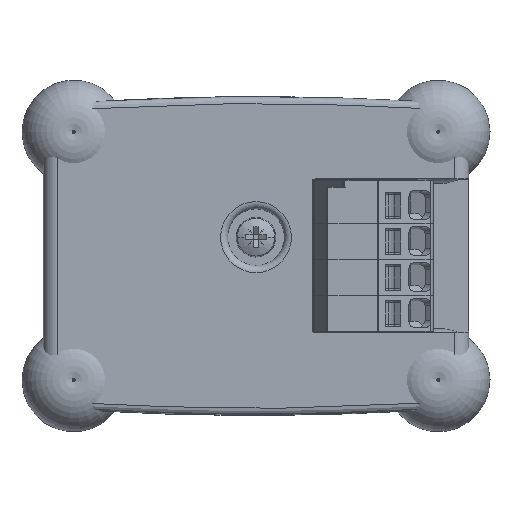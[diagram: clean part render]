
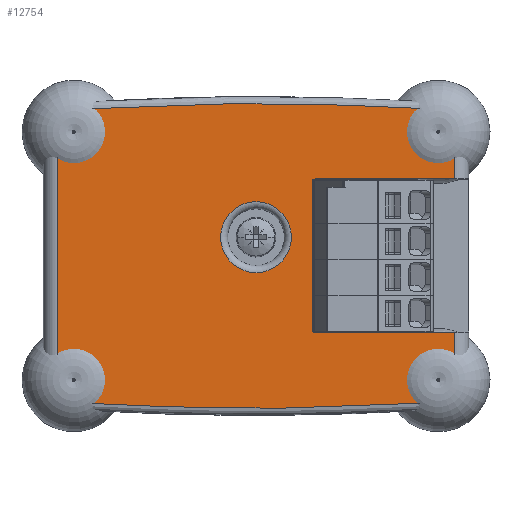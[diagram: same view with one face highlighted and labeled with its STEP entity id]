
A CAD part, top view. The second image highlights one B-rep face of the part: STEP entity #12754.
In plain terms, the highlighted planar face has unit normal (0, 0, 1).
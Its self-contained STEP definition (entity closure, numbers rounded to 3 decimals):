
#622=B_SPLINE_CURVE_WITH_KNOTS('',3,(#17472,#17473,#17474,#17475,#17476,
#17477,#17478,#17479,#17480,#17481,#17482,#17483,#17484,#17485,#17486,#17487,
#17488,#17489,#17490,#17491,#17492,#17493,#17494,#17495,#17496,#17497,#17498,
#17499,#17500,#17501,#17502),.UNSPECIFIED.,.F.,.U.,(4,3,3,3,3,3,3,3,3,3,
4),(-0.005,0.,1.014,1.998,2.612,
2.997,3.381,3.996,4.979,5.993,
5.998),.UNSPECIFIED.);
#623=B_SPLINE_CURVE_WITH_KNOTS('',3,(#17506,#17507,#17508,#17509,#17510,
#17511,#17512,#17513,#17514,#17515,#17516,#17517,#17518,#17519,#17520,#17521,
#17522,#17523,#17524,#17525,#17526,#17527,#17528,#17529,#17530,#17531,#17532,
#17533,#17534,#17535,#17536),.UNSPECIFIED.,.F.,.U.,(4,3,3,3,3,3,3,3,3,3,
4),(-0.005,0.,1.014,1.998,2.612,
2.997,3.381,3.996,4.979,5.993,
5.998),.UNSPECIFIED.);
#831=VECTOR('',#13774,1.);
#833=VECTOR('',#13785,1.);
#839=VECTOR('',#13798,1.);
#842=VECTOR('',#13804,1.);
#843=VECTOR('',#13808,1.);
#1978=LINE('',#17407,#831);
#1980=LINE('',#17418,#833);
#1986=LINE('',#17433,#839);
#1989=LINE('',#17453,#842);
#1990=LINE('',#17504,#843);
#3039=PLANE('',#23512);
#3572=VERTEX_POINT('',#17400);
#3575=VERTEX_POINT('',#17406);
#3577=VERTEX_POINT('',#17412);
#3578=VERTEX_POINT('',#17416);
#3580=VERTEX_POINT('',#17419);
#3584=VERTEX_POINT('',#17429);
#3586=VERTEX_POINT('',#17452);
#3587=VERTEX_POINT('',#17454);
#3589=VERTEX_POINT('',#17471);
#3590=VERTEX_POINT('',#17503);
#3591=VERTEX_POINT('',#17505);
#4740=CIRCLE('',#23503,0.04);
#4743=CIRCLE('',#23508,0.04);
#4744=CIRCLE('',#23513,0.5);
#5430=EDGE_CURVE('',#3572,#3575,#1978,.T.);
#5433=EDGE_CURVE('',#3575,#3577,#4740,.T.);
#5435=EDGE_CURVE('',#3580,#3578,#1980,.T.);
#5440=EDGE_CURVE('',#3584,#3580,#4743,.T.);
#5443=EDGE_CURVE('',#3577,#3584,#1986,.T.);
#5447=EDGE_CURVE('',#3586,#3578,#1989,.T.);
#5448=EDGE_CURVE('',#3572,#3587,#1989,.T.);
#5451=EDGE_CURVE('',#3589,#3589,#4744,.T.);
#5452=EDGE_CURVE('',#3590,#3586,#622,.T.);
#5453=EDGE_CURVE('',#3591,#3590,#1990,.T.);
#5454=EDGE_CURVE('',#3587,#3591,#623,.T.);
#7533=ORIENTED_EDGE('',*,*,#5451,.F.);
#7534=ORIENTED_EDGE('',*,*,#5430,.T.);
#7535=ORIENTED_EDGE('',*,*,#5433,.T.);
#7536=ORIENTED_EDGE('',*,*,#5443,.T.);
#7537=ORIENTED_EDGE('',*,*,#5440,.T.);
#7538=ORIENTED_EDGE('',*,*,#5435,.T.);
#7539=ORIENTED_EDGE('',*,*,#5447,.F.);
#7540=ORIENTED_EDGE('',*,*,#5452,.F.);
#7541=ORIENTED_EDGE('',*,*,#5453,.F.);
#7542=ORIENTED_EDGE('',*,*,#5454,.F.);
#7543=ORIENTED_EDGE('',*,*,#5448,.F.);
#10977=EDGE_LOOP('',(#7533));
#10978=EDGE_LOOP('',(#7534,#7535,#7536,#7537,#7538,#7539,#7540,#7541,#7542,
#7543));
#11881=FACE_BOUND('',#10977,.T.);
#11882=FACE_BOUND('',#10978,.T.);
#12754=ADVANCED_FACE('',(#11881,#11882),#3039,.T.);
#13774=DIRECTION('',(-1.,0.,0.));
#13780=DIRECTION('',(0.,0.,-1.));
#13781=DIRECTION('',(0.04,0.,0.));
#13785=DIRECTION('',(1.,0.,0.));
#13793=DIRECTION('',(0.,0.,-1.));
#13794=DIRECTION('',(0.04,0.,0.));
#13798=DIRECTION('',(0.,1.,0.));
#13804=DIRECTION('',(0.,-1.,0.));
#13805=DIRECTION('',(0.,0.,1.));
#13806=DIRECTION('',(0.,0.,1.));
#13807=DIRECTION('',(0.,-0.5,0.));
#13808=DIRECTION('',(0.,1.,0.));
#17400=CARTESIAN_POINT('',(2.8,-1.086,0.95));
#17406=CARTESIAN_POINT('',(0.834,-1.086,0.95));
#17407=CARTESIAN_POINT('',(0.959,-1.086,0.95));
#17412=CARTESIAN_POINT('',(0.794,-1.046,0.95));
#17413=CARTESIAN_POINT('',(0.834,-1.046,0.95));
#17416=CARTESIAN_POINT('',(2.8,1.086,0.95));
#17418=CARTESIAN_POINT('',(0.959,1.086,0.95));
#17419=CARTESIAN_POINT('',(0.834,1.086,0.95));
#17428=CARTESIAN_POINT('',(0.834,1.046,0.95));
#17429=CARTESIAN_POINT('',(0.794,1.046,0.95));
#17433=CARTESIAN_POINT('',(0.794,0.,0.95));
#17452=CARTESIAN_POINT('',(2.8,2.06,0.95));
#17453=CARTESIAN_POINT('',(2.8,0.,0.95));
#17454=CARTESIAN_POINT('',(2.8,-2.06,0.95));
#17469=CARTESIAN_POINT('',(0.,0.,0.95));
#17470=CARTESIAN_POINT('',(0.,0.265,0.95));
#17471=CARTESIAN_POINT('',(0.,0.765,0.95));
#17472=CARTESIAN_POINT('',(-3.,2.05,0.95));
#17473=CARTESIAN_POINT('',(-2.998,2.05,0.95));
#17474=CARTESIAN_POINT('',(-2.997,2.05,0.95));
#17475=CARTESIAN_POINT('',(-2.995,2.05,0.95));
#17476=CARTESIAN_POINT('',(-2.657,2.067,0.95));
#17477=CARTESIAN_POINT('',(-2.32,2.084,0.95));
#17478=CARTESIAN_POINT('',(-1.982,2.099,0.95));
#17479=CARTESIAN_POINT('',(-1.654,2.113,0.95));
#17480=CARTESIAN_POINT('',(-1.326,2.126,0.95));
#17481=CARTESIAN_POINT('',(-0.999,2.135,0.95));
#17482=CARTESIAN_POINT('',(-0.794,2.141,0.95));
#17483=CARTESIAN_POINT('',(-0.589,2.145,0.95));
#17484=CARTESIAN_POINT('',(-0.384,2.148,0.95));
#17485=CARTESIAN_POINT('',(-0.256,2.149,0.95));
#17486=CARTESIAN_POINT('',(-0.128,2.15,0.95));
#17487=CARTESIAN_POINT('',(0.,2.15,0.95));
#17488=CARTESIAN_POINT('',(0.128,2.15,0.95));
#17489=CARTESIAN_POINT('',(0.256,2.149,0.95));
#17490=CARTESIAN_POINT('',(0.384,2.148,0.95));
#17491=CARTESIAN_POINT('',(0.589,2.145,0.95));
#17492=CARTESIAN_POINT('',(0.794,2.141,0.95));
#17493=CARTESIAN_POINT('',(0.999,2.135,0.95));
#17494=CARTESIAN_POINT('',(1.326,2.126,0.95));
#17495=CARTESIAN_POINT('',(1.654,2.113,0.95));
#17496=CARTESIAN_POINT('',(1.982,2.099,0.95));
#17497=CARTESIAN_POINT('',(2.32,2.084,0.95));
#17498=CARTESIAN_POINT('',(2.657,2.067,0.95));
#17499=CARTESIAN_POINT('',(2.995,2.05,0.95));
#17500=CARTESIAN_POINT('',(2.997,2.05,0.95));
#17501=CARTESIAN_POINT('',(2.998,2.05,0.95));
#17502=CARTESIAN_POINT('',(3.,2.05,0.95));
#17503=CARTESIAN_POINT('',(-2.8,2.06,0.95));
#17504=CARTESIAN_POINT('',(-2.8,0.,0.95));
#17505=CARTESIAN_POINT('',(-2.8,-2.06,0.95));
#17506=CARTESIAN_POINT('',(3.,-2.05,0.95));
#17507=CARTESIAN_POINT('',(2.998,-2.05,0.95));
#17508=CARTESIAN_POINT('',(2.997,-2.05,0.95));
#17509=CARTESIAN_POINT('',(2.995,-2.05,0.95));
#17510=CARTESIAN_POINT('',(2.657,-2.067,0.95));
#17511=CARTESIAN_POINT('',(2.32,-2.084,0.95));
#17512=CARTESIAN_POINT('',(1.982,-2.099,0.95));
#17513=CARTESIAN_POINT('',(1.654,-2.113,0.95));
#17514=CARTESIAN_POINT('',(1.326,-2.126,0.95));
#17515=CARTESIAN_POINT('',(0.999,-2.135,0.95));
#17516=CARTESIAN_POINT('',(0.794,-2.141,0.95));
#17517=CARTESIAN_POINT('',(0.589,-2.145,0.95));
#17518=CARTESIAN_POINT('',(0.384,-2.148,0.95));
#17519=CARTESIAN_POINT('',(0.256,-2.149,0.95));
#17520=CARTESIAN_POINT('',(0.128,-2.15,0.95));
#17521=CARTESIAN_POINT('',(0.,-2.15,0.95));
#17522=CARTESIAN_POINT('',(-0.128,-2.15,0.95));
#17523=CARTESIAN_POINT('',(-0.256,-2.149,0.95));
#17524=CARTESIAN_POINT('',(-0.384,-2.148,0.95));
#17525=CARTESIAN_POINT('',(-0.589,-2.145,0.95));
#17526=CARTESIAN_POINT('',(-0.794,-2.141,0.95));
#17527=CARTESIAN_POINT('',(-0.999,-2.135,0.95));
#17528=CARTESIAN_POINT('',(-1.326,-2.126,0.95));
#17529=CARTESIAN_POINT('',(-1.654,-2.113,0.95));
#17530=CARTESIAN_POINT('',(-1.982,-2.099,0.95));
#17531=CARTESIAN_POINT('',(-2.32,-2.084,0.95));
#17532=CARTESIAN_POINT('',(-2.657,-2.067,0.95));
#17533=CARTESIAN_POINT('',(-2.995,-2.05,0.95));
#17534=CARTESIAN_POINT('',(-2.997,-2.05,0.95));
#17535=CARTESIAN_POINT('',(-2.998,-2.05,0.95));
#17536=CARTESIAN_POINT('',(-3.,-2.05,0.95));
#23503=AXIS2_PLACEMENT_3D('',#17413,#13780,#13781);
#23508=AXIS2_PLACEMENT_3D('',#17428,#13793,#13794);
#23512=AXIS2_PLACEMENT_3D('',#17469,#13805,$);
#23513=AXIS2_PLACEMENT_3D('',#17470,#13806,#13807);
